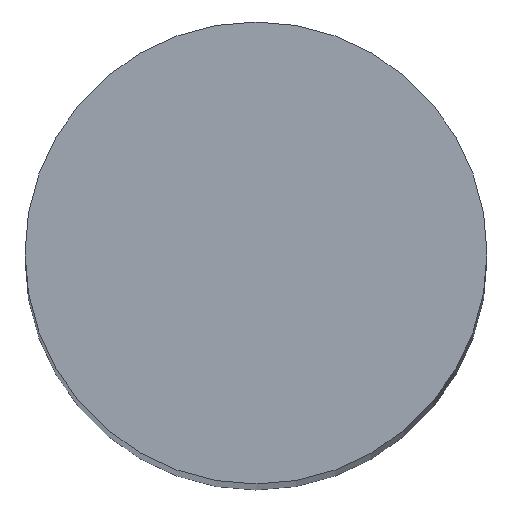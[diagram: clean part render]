
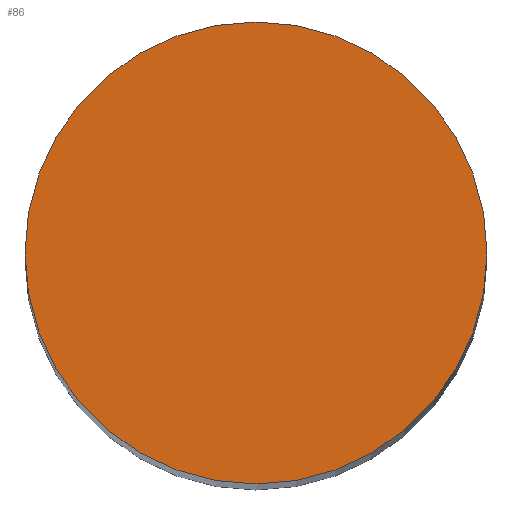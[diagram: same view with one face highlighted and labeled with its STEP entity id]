
A CAD part, top view. The second image highlights one B-rep face of the part: STEP entity #86.
In plain terms, the highlighted planar face has unit normal (0, 0, 1).
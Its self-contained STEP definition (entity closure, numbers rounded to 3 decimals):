
#22 = CARTESIAN_POINT ( 'NONE',  ( 0., 0., 110. ) ) ;
#30 = CARTESIAN_POINT ( 'NONE',  ( 0., 0., 110. ) ) ;
#33 = DIRECTION ( 'NONE',  ( 0., 0., 1. ) ) ;
#37 = ORIENTED_EDGE ( 'NONE', *, *, #61, .T. ) ;
#41 = AXIS2_PLACEMENT_3D ( 'NONE', #30, #33, #169 ) ;
#47 = AXIS2_PLACEMENT_3D ( 'NONE', #22, #185, #69 ) ;
#57 = DIRECTION ( 'NONE',  ( 1., 0., 0. ) ) ;
#61 = EDGE_CURVE ( 'NONE', #196, #186, #209, .T. ) ;
#68 = AXIS2_PLACEMENT_3D ( 'NONE', #106, #215, #57 ) ;
#69 = DIRECTION ( 'NONE',  ( 1., 0., 0. ) ) ;
#73 = FACE_OUTER_BOUND ( 'NONE', #295, .T. ) ;
#86 = ADVANCED_FACE ( 'NONE', ( #73 ), #197, .T. ) ;
#106 = CARTESIAN_POINT ( 'NONE',  ( 0., 0., 110. ) ) ;
#140 = CARTESIAN_POINT ( 'NONE',  ( 7.375, 0., 110. ) ) ;
#169 = DIRECTION ( 'NONE',  ( 1., 0., 0. ) ) ;
#185 = DIRECTION ( 'NONE',  ( 0., 0., 1. ) ) ;
#186 = VERTEX_POINT ( 'NONE', #225 ) ;
#196 = VERTEX_POINT ( 'NONE', #140 ) ;
#197 = PLANE ( 'NONE',  #68 ) ;
#209 = CIRCLE ( 'NONE', #41, 7.375 ) ;
#215 = DIRECTION ( 'NONE',  ( 0., 0., 1. ) ) ;
#225 = CARTESIAN_POINT ( 'NONE',  ( -7.375, 0., 110. ) ) ;
#277 = EDGE_CURVE ( 'NONE', #186, #196, #312, .T. ) ;
#295 = EDGE_LOOP ( 'NONE', ( #303, #37 ) ) ;
#303 = ORIENTED_EDGE ( 'NONE', *, *, #277, .T. ) ;
#312 = CIRCLE ( 'NONE', #47, 7.375 ) ;
